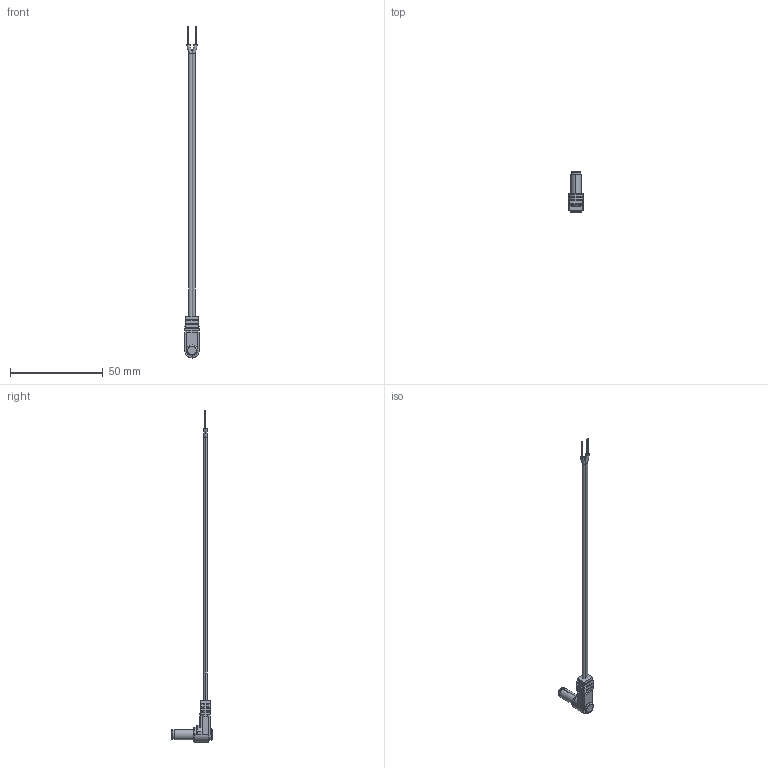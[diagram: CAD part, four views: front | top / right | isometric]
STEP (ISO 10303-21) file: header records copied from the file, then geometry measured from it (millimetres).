
FILE_DESCRIPTION (( 'STEP AP203' ), '1' );
FILE_NAME ('053-0187R (CA-2188)_revA5.STEP', '2016-07-08T15:50:07', ( '' ), ( '' ), 'SwSTEP 2.0', 'SolidWorks 2015', '' );
FILE_SCHEMA (( 'CONFIG_CONTROL_DESIGN' ));
Length unit declared in the file: millimetre
Products named in the file (8): 50-00258 pin1; 30-00003_stripped and tinned; 50-00258; 50-00258 shell; 24-00046_default; 053-0187R (CA-2188)_revA5; 50-00258 pin2; 50-00258 insulator
Assembly tree (7 placements, depth 3):
  053-0187R (CA-2188)_revA5
    30-00003_stripped and tinned
    24-00046_default
    50-00258
      50-00258 pin1
      50-00258 pin2
      50-00258 shell
      50-00258 insulator
Bounding box: 8 x 22 x 179 mm (x, y, z)
Volume: 2236.5 mm3; surface area: 8116.7 mm2
Topology: 62 solids, 62 shells, 624 faces, 1411 edges, 928 vertices
Faces by surface type: plane 294, cylinder 267, bspline 41, torus 12, cone 10
Entity records: 20162 total; most frequent: CARTESIAN_POINT 5302, DIRECTION 2944, ORIENTED_EDGE 2818, EDGE_CURVE 1409, AXIS2_PLACEMENT_3D 1104, VERTEX_POINT 928, VECTOR 736, LINE 736
